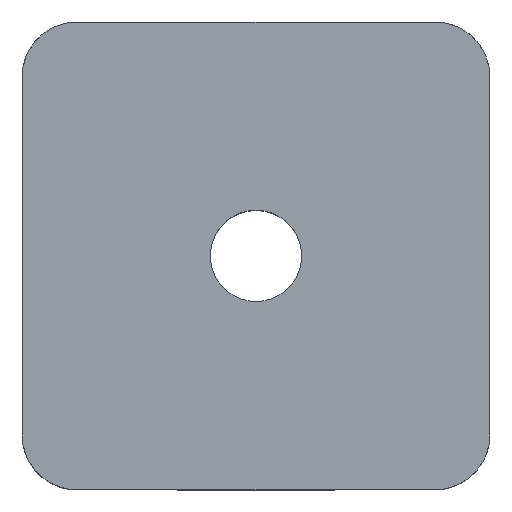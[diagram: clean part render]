
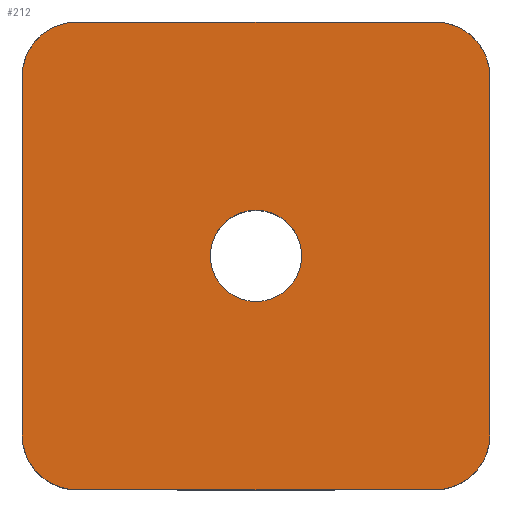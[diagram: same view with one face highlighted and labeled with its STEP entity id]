
A CAD part, top view. The second image highlights one B-rep face of the part: STEP entity #212.
In plain terms, the highlighted planar face has unit normal (0, 0, 1).
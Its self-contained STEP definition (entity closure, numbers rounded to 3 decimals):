
#212=ADVANCED_FACE('',(#250,#251),#252,.T.);
#250=FACE_BOUND('',#291,.T.);
#251=FACE_OUTER_BOUND('',#292,.T.);
#252=PLANE('',#293);
#291=EDGE_LOOP('',(#437));
#292=EDGE_LOOP('',(#438,#439,#440,#441,#442,#443,#444,#445));
#293=AXIS2_PLACEMENT_3D('',#446,#447,#448);
#437=ORIENTED_EDGE('',*,*,#503,.F.);
#438=ORIENTED_EDGE('',*,*,#495,.F.);
#439=ORIENTED_EDGE('',*,*,#493,.T.);
#440=ORIENTED_EDGE('',*,*,#481,.F.);
#441=ORIENTED_EDGE('',*,*,#477,.T.);
#442=ORIENTED_EDGE('',*,*,#485,.F.);
#443=ORIENTED_EDGE('',*,*,#474,.T.);
#444=ORIENTED_EDGE('',*,*,#489,.F.);
#445=ORIENTED_EDGE('',*,*,#491,.T.);
#446=CARTESIAN_POINT('',(6.4,-6.4,0.));
#447=DIRECTION('',(0.,0.,1.0));
#448=DIRECTION('',(-1.0,0.,0.));
#474=EDGE_CURVE('',#542,#543,#544,.T.);
#477=EDGE_CURVE('',#547,#548,#549,.T.);
#481=EDGE_CURVE('',#547,#555,#556,.T.);
#485=EDGE_CURVE('',#542,#548,#561,.T.);
#489=EDGE_CURVE('',#565,#543,#567,.T.);
#491=EDGE_CURVE('',#565,#569,#570,.T.);
#493=EDGE_CURVE('',#572,#555,#573,.T.);
#495=EDGE_CURVE('',#572,#569,#575,.T.);
#503=EDGE_CURVE('',#586,#586,#587,.T.);
#542=VERTEX_POINT('',#679);
#543=VERTEX_POINT('',#680);
#544=CIRCLE('',#681,1.5);
#547=VERTEX_POINT('',#686);
#548=VERTEX_POINT('',#687);
#549=CIRCLE('',#688,1.5);
#555=VERTEX_POINT('',#711);
#556=LINE('',#712,#713);
#561=LINE('',#720,#721);
#565=VERTEX_POINT('',#726);
#567=LINE('',#729,#730);
#569=VERTEX_POINT('',#733);
#570=CIRCLE('',#734,1.5);
#572=VERTEX_POINT('',#737);
#573=CIRCLE('',#738,1.5);
#575=LINE('',#741,#742);
#586=VERTEX_POINT('',#758);
#587=CIRCLE('',#759,1.25);
#679=CARTESIAN_POINT('',(4.9,-6.4,0.));
#680=CARTESIAN_POINT('',(6.4,-4.9,0.));
#681=AXIS2_PLACEMENT_3D('',#795,#796,#797);
#686=CARTESIAN_POINT('',(-6.4,-4.9,0.));
#687=CARTESIAN_POINT('',(-4.9,-6.4,0.));
#688=AXIS2_PLACEMENT_3D('',#800,#801,#802);
#711=CARTESIAN_POINT('',(-6.4,4.9,0.));
#712=CARTESIAN_POINT('',(-6.4,-6.4,0.));
#713=VECTOR('',#805,1.0);
#720=CARTESIAN_POINT('',(6.4,-6.4,0.));
#721=VECTOR('',#811,1.0);
#726=CARTESIAN_POINT('',(6.4,4.9,0.));
#729=CARTESIAN_POINT('',(6.4,-6.4,0.));
#730=VECTOR('',#817,1.0);
#733=CARTESIAN_POINT('',(4.9,6.4,0.));
#734=AXIS2_PLACEMENT_3D('',#819,#820,#821);
#737=CARTESIAN_POINT('',(-4.9,6.4,0.));
#738=AXIS2_PLACEMENT_3D('',#823,#824,#825);
#741=CARTESIAN_POINT('',(6.4,6.4,0.));
#742=VECTOR('',#827,1.0);
#758=CARTESIAN_POINT('',(1.25,0.0,0.0));
#759=AXIS2_PLACEMENT_3D('',#839,#840,#841);
#795=CARTESIAN_POINT('',(4.9,-4.9,0.0));
#796=DIRECTION('',(0.,0.,1.0));
#797=DIRECTION('',(0.0,-1.0,0.));
#800=CARTESIAN_POINT('',(-4.9,-4.9,0.0));
#801=DIRECTION('',(0.,0.,1.0));
#802=DIRECTION('',(0.0,-1.0,0.));
#805=DIRECTION('',(0.,1.0,0.));
#811=DIRECTION('',(-1.0,0.,0.));
#817=DIRECTION('',(0.,-1.0,0.));
#819=CARTESIAN_POINT('',(4.9,4.9,0.));
#820=DIRECTION('',(0.,0.,1.0));
#821=DIRECTION('',(0.0,-1.0,0.));
#823=CARTESIAN_POINT('',(-4.9,4.9,0.));
#824=DIRECTION('',(0.,0.,1.0));
#825=DIRECTION('',(0.0,-1.0,0.));
#827=DIRECTION('',(1.0,0.,0.));
#839=CARTESIAN_POINT('',(0.0,0.0,0.0));
#840=DIRECTION('',(0.0,0.0,1.0));
#841=DIRECTION('',(1.0,0.0,0.0));
